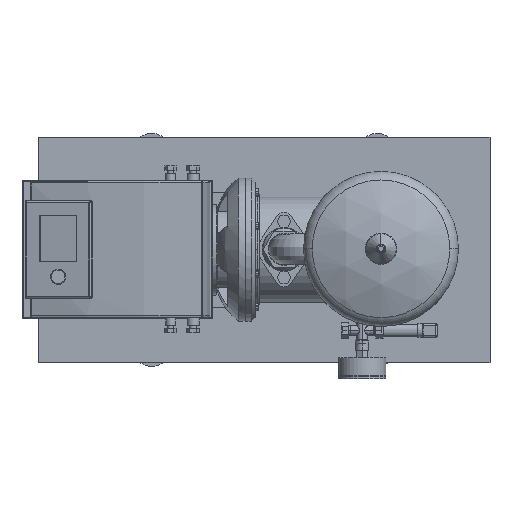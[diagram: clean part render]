
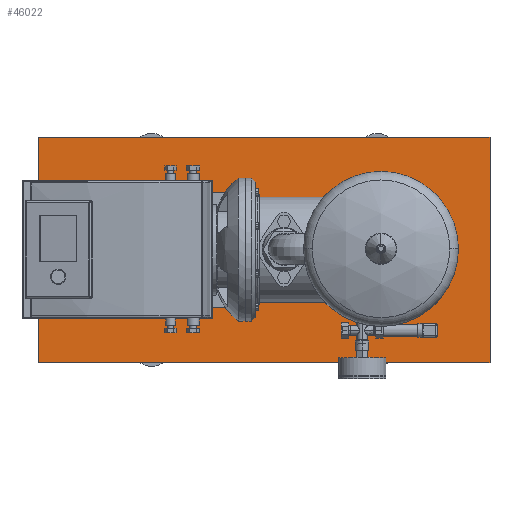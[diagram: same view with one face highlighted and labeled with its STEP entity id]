
A CAD part, top view. The second image highlights one B-rep face of the part: STEP entity #46022.
In plain terms, the highlighted planar face has unit normal (0, 0, 1).
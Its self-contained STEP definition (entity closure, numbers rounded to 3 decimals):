
#45983=CARTESIAN_POINT('',(-326.0,0.,90.0));
#45984=DIRECTION('',(0.0,0.0,1.0));
#45985=DIRECTION('',(0.0,-1.0,0.0));
#45986=AXIS2_PLACEMENT_3D('',#45983,#45984,#45985);
#45987=PLANE('',#45986);
#45988=CARTESIAN_POINT('',(274.0,-150.,90.));
#45989=VERTEX_POINT('',#45988);
#45990=CARTESIAN_POINT('',(274.0,150.,90.));
#45991=VERTEX_POINT('',#45990);
#45992=CARTESIAN_POINT('',(274.0,-150.,90.));
#45993=DIRECTION('',(0.0,1.0,0.0));
#45994=VECTOR('',#45993,300.0);
#45995=LINE('',#45992,#45994);
#45996=EDGE_CURVE('',#45989,#45991,#45995,.T.);
#45997=ORIENTED_EDGE('',*,*,#45996,.T.);
#45998=CARTESIAN_POINT('',(-326.0,150.,90.));
#45999=VERTEX_POINT('',#45998);
#46000=CARTESIAN_POINT('',(-326.0,150.,90.));
#46001=DIRECTION('',(1.0,0.0,0.0));
#46002=VECTOR('',#46001,600.0);
#46003=LINE('',#46000,#46002);
#46004=EDGE_CURVE('',#45999,#45991,#46003,.T.);
#46005=ORIENTED_EDGE('',*,*,#46004,.F.);
#46006=CARTESIAN_POINT('',(-326.0,-150.,90.));
#46007=VERTEX_POINT('',#46006);
#46008=CARTESIAN_POINT('',(-326.0,150.,90.));
#46009=DIRECTION('',(0.0,-1.0,0.0));
#46010=VECTOR('',#46009,300.0);
#46011=LINE('',#46008,#46010);
#46012=EDGE_CURVE('',#45999,#46007,#46011,.T.);
#46013=ORIENTED_EDGE('',*,*,#46012,.T.);
#46014=CARTESIAN_POINT('',(-326.0,-150.,90.));
#46015=DIRECTION('',(1.0,0.0,0.0));
#46016=VECTOR('',#46015,600.0);
#46017=LINE('',#46014,#46016);
#46018=EDGE_CURVE('',#46007,#45989,#46017,.T.);
#46019=ORIENTED_EDGE('',*,*,#46018,.T.);
#46020=EDGE_LOOP('',(#45997,#46005,#46013,#46019));
#46021=FACE_OUTER_BOUND('',#46020,.T.);
#46022=ADVANCED_FACE('',(#46021),#45987,.T.);
